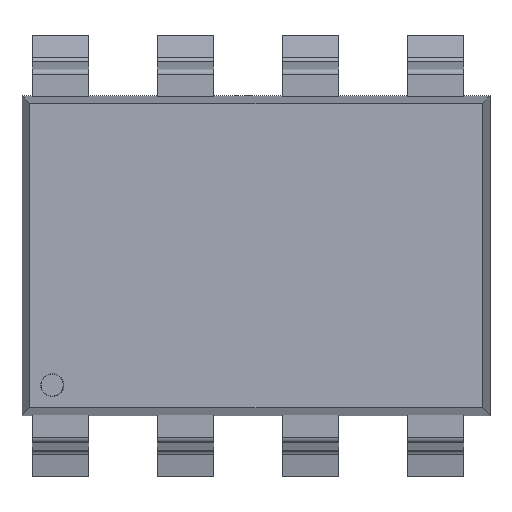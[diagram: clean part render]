
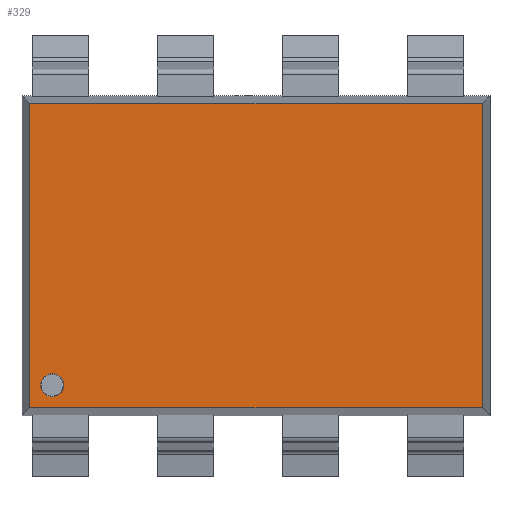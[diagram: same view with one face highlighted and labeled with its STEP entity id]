
A CAD part, top view. The second image highlights one B-rep face of the part: STEP entity #329.
In plain terms, the highlighted planar face has unit normal (0, 0, 1).
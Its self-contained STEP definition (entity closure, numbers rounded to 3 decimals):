
#57 = CARTESIAN_POINT ( 'NONE',  ( 0.614, 0.622, 1.85 ) ) ;
#69 = LINE ( 'NONE', #2267, #1706 ) ;
#254 = DIRECTION ( 'NONE',  ( 1., 0., 0. ) ) ;
#328 = CARTESIAN_POINT ( 'NONE',  ( 0.162, 6.338, 1.85 ) ) ;
#329 = ADVANCED_FACE ( 'NONE', ( #3130, #3851 ), #3974, .F. ) ;
#331 = CARTESIAN_POINT ( 'NONE',  ( 0.847, 0.622, 1.85 ) ) ;
#339 = VECTOR ( 'NONE', #667, 1000. ) ;
#412 = VERTEX_POINT ( 'NONE', #328 ) ;
#414 = LINE ( 'NONE', #3417, #2840 ) ;
#478 = CARTESIAN_POINT ( 'NONE',  ( 9.338, 0.162, 1.85 ) ) ;
#602 = ORIENTED_EDGE ( 'NONE', *, *, #2315, .T. ) ;
#608 = AXIS2_PLACEMENT_3D ( 'NONE', #3052, #1151, #3360 ) ;
#667 = DIRECTION ( 'NONE',  ( 1., 0., 0. ) ) ;
#806 = EDGE_LOOP ( 'NONE', ( #1761, #3041 ) ) ;
#897 = ORIENTED_EDGE ( 'NONE', *, *, #2370, .T. ) ;
#912 = CIRCLE ( 'NONE', #3499, 0.234 ) ;
#993 = VECTOR ( 'NONE', #2768, 1000. ) ;
#1141 = VERTEX_POINT ( 'NONE', #331 ) ;
#1151 = DIRECTION ( 'NONE',  ( 0., 0., -1. ) ) ;
#1156 = LINE ( 'NONE', #2552, #339 ) ;
#1706 = VECTOR ( 'NONE', #3699, 1000. ) ;
#1761 = ORIENTED_EDGE ( 'NONE', *, *, #1800, .F. ) ;
#1790 = CARTESIAN_POINT ( 'NONE',  ( 9.338, 0., 1.85 ) ) ;
#1800 = EDGE_CURVE ( 'NONE', #1141, #2804, #912, .T. ) ;
#1932 = DIRECTION ( 'NONE',  ( 0., 0., 1. ) ) ;
#1975 = VERTEX_POINT ( 'NONE', #3117 ) ;
#2023 = EDGE_CURVE ( 'NONE', #412, #1975, #414, .T. ) ;
#2091 = CARTESIAN_POINT ( 'NONE',  ( 9.338, 6.338, 1.85 ) ) ;
#2127 = DIRECTION ( 'NONE',  ( 0., 0., 1. ) ) ;
#2267 = CARTESIAN_POINT ( 'NONE',  ( 0., 6.338, 1.85 ) ) ;
#2269 = CARTESIAN_POINT ( 'NONE',  ( 0.38, 0.622, 1.85 ) ) ;
#2315 = EDGE_CURVE ( 'NONE', #3773, #2572, #2672, .T. ) ;
#2344 = EDGE_CURVE ( 'NONE', #2804, #1141, #2570, .T. ) ;
#2370 = EDGE_CURVE ( 'NONE', #2572, #412, #69, .T. ) ;
#2552 = CARTESIAN_POINT ( 'NONE',  ( 0., 0.162, 1.85 ) ) ;
#2570 = CIRCLE ( 'NONE', #3546, 0.234 ) ;
#2572 = VERTEX_POINT ( 'NONE', #2091 ) ;
#2672 = LINE ( 'NONE', #1790, #993 ) ;
#2701 = EDGE_CURVE ( 'NONE', #1975, #3773, #1156, .T. ) ;
#2768 = DIRECTION ( 'NONE',  ( 0., 1., 0. ) ) ;
#2804 = VERTEX_POINT ( 'NONE', #2269 ) ;
#2840 = VECTOR ( 'NONE', #3103, 1000. ) ;
#3041 = ORIENTED_EDGE ( 'NONE', *, *, #2344, .F. ) ;
#3052 = CARTESIAN_POINT ( 'NONE',  ( 0., 0., 1.85 ) ) ;
#3103 = DIRECTION ( 'NONE',  ( 0., -1., 0. ) ) ;
#3117 = CARTESIAN_POINT ( 'NONE',  ( 0.162, 0.162, 1.85 ) ) ;
#3130 = FACE_BOUND ( 'NONE', #806, .T. ) ;
#3360 = DIRECTION ( 'NONE',  ( -1., 0., 0. ) ) ;
#3417 = CARTESIAN_POINT ( 'NONE',  ( 0.162, 0., 1.85 ) ) ;
#3483 = ORIENTED_EDGE ( 'NONE', *, *, #2701, .T. ) ;
#3499 = AXIS2_PLACEMENT_3D ( 'NONE', #57, #1932, #3827 ) ;
#3546 = AXIS2_PLACEMENT_3D ( 'NONE', #4030, #2127, #254 ) ;
#3668 = ORIENTED_EDGE ( 'NONE', *, *, #2023, .T. ) ;
#3699 = DIRECTION ( 'NONE',  ( -1., 0., 0. ) ) ;
#3773 = VERTEX_POINT ( 'NONE', #478 ) ;
#3827 = DIRECTION ( 'NONE',  ( 1., 0., 0. ) ) ;
#3851 = FACE_OUTER_BOUND ( 'NONE', #4058, .T. ) ;
#3974 = PLANE ( 'NONE',  #608 ) ;
#4030 = CARTESIAN_POINT ( 'NONE',  ( 0.614, 0.622, 1.85 ) ) ;
#4058 = EDGE_LOOP ( 'NONE', ( #3668, #3483, #602, #897 ) ) ;
